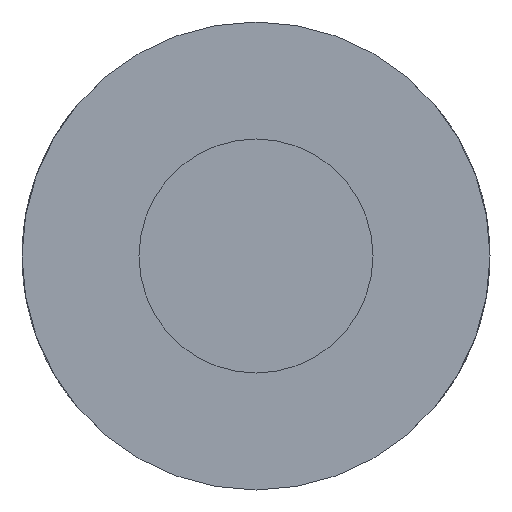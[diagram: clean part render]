
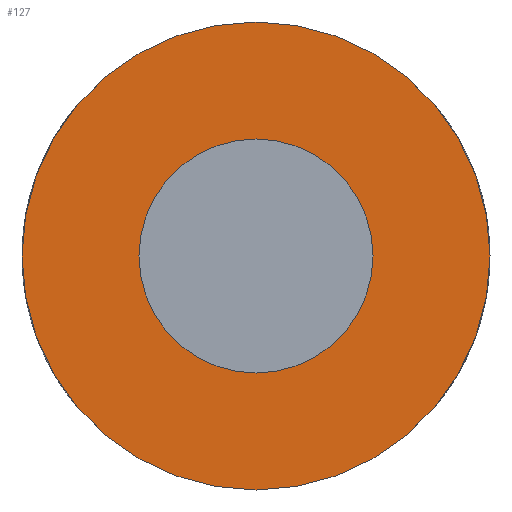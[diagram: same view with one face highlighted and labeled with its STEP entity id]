
A CAD part, front view. The second image highlights one B-rep face of the part: STEP entity #127.
In plain terms, the highlighted planar face has unit normal (0, -1, 0).
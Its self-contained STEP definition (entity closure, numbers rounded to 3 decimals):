
#15 = CARTESIAN_POINT ( 'NONE',  ( 0., 2., -2.5 ) ) ;
#52 = DIRECTION ( 'NONE',  ( 0., 0., -1. ) ) ;
#59 = DIRECTION ( 'NONE',  ( 0., -1., 0. ) ) ;
#68 = CARTESIAN_POINT ( 'NONE',  ( 0., 2., 0. ) ) ;
#77 = DIRECTION ( 'NONE',  ( 0., -1., 0. ) ) ;
#127 = ADVANCED_FACE ( 'NONE', ( #205, #136 ), #143, .T. ) ;
#136 = FACE_BOUND ( 'NONE', #410, .T. ) ;
#143 = PLANE ( 'NONE',  #313 ) ;
#151 = DIRECTION ( 'NONE',  ( 0., 0., -1. ) ) ;
#153 = DIRECTION ( 'NONE',  ( 0., -1., 0. ) ) ;
#159 = CARTESIAN_POINT ( 'NONE',  ( 0., 2., 0. ) ) ;
#160 = CIRCLE ( 'NONE', #265, 2.5 ) ;
#171 = CARTESIAN_POINT ( 'NONE',  ( 0., 2., 0. ) ) ;
#174 = CIRCLE ( 'NONE', #274, 2.5 ) ;
#181 = DIRECTION ( 'NONE',  ( 0., -1., 0. ) ) ;
#182 = CIRCLE ( 'NONE', #297, 5. ) ;
#183 = DIRECTION ( 'NONE',  ( 0., 0., -1. ) ) ;
#185 = CIRCLE ( 'NONE', #299, 5. ) ;
#205 = FACE_OUTER_BOUND ( 'NONE', #210, .T. ) ;
#210 = EDGE_LOOP ( 'NONE', ( #364, #366 ) ) ;
#246 = VERTEX_POINT ( 'NONE', #374 ) ;
#260 = VERTEX_POINT ( 'NONE', #332 ) ;
#263 = VERTEX_POINT ( 'NONE', #418 ) ;
#265 = AXIS2_PLACEMENT_3D ( 'NONE', #394, #393, #391 ) ;
#274 = AXIS2_PLACEMENT_3D ( 'NONE', #68, #59, #482 ) ;
#297 = AXIS2_PLACEMENT_3D ( 'NONE', #159, #181, #183 ) ;
#299 = AXIS2_PLACEMENT_3D ( 'NONE', #171, #153, #151 ) ;
#313 = AXIS2_PLACEMENT_3D ( 'NONE', #455, #77, #52 ) ;
#329 = EDGE_CURVE ( 'NONE', #246, #260, #182, .T. ) ;
#332 = CARTESIAN_POINT ( 'NONE',  ( 0., 2., 5. ) ) ;
#345 = EDGE_CURVE ( 'NONE', #260, #246, #185, .T. ) ;
#364 = ORIENTED_EDGE ( 'NONE', *, *, #329, .T. ) ;
#366 = ORIENTED_EDGE ( 'NONE', *, *, #345, .T. ) ;
#370 = ORIENTED_EDGE ( 'NONE', *, *, #412, .F. ) ;
#374 = CARTESIAN_POINT ( 'NONE',  ( 0., 2., -5. ) ) ;
#376 = ORIENTED_EDGE ( 'NONE', *, *, #483, .F. ) ;
#391 = DIRECTION ( 'NONE',  ( 0., 0., -1. ) ) ;
#393 = DIRECTION ( 'NONE',  ( 0., -1., 0. ) ) ;
#394 = CARTESIAN_POINT ( 'NONE',  ( 0., 2., 0. ) ) ;
#410 = EDGE_LOOP ( 'NONE', ( #370, #376 ) ) ;
#412 = EDGE_CURVE ( 'NONE', #427, #263, #174, .T. ) ;
#418 = CARTESIAN_POINT ( 'NONE',  ( 0., 2., 2.5 ) ) ;
#427 = VERTEX_POINT ( 'NONE', #15 ) ;
#455 = CARTESIAN_POINT ( 'NONE',  ( 2.5, 2., 0. ) ) ;
#482 = DIRECTION ( 'NONE',  ( 0., 0., -1. ) ) ;
#483 = EDGE_CURVE ( 'NONE', #263, #427, #160, .T. ) ;
